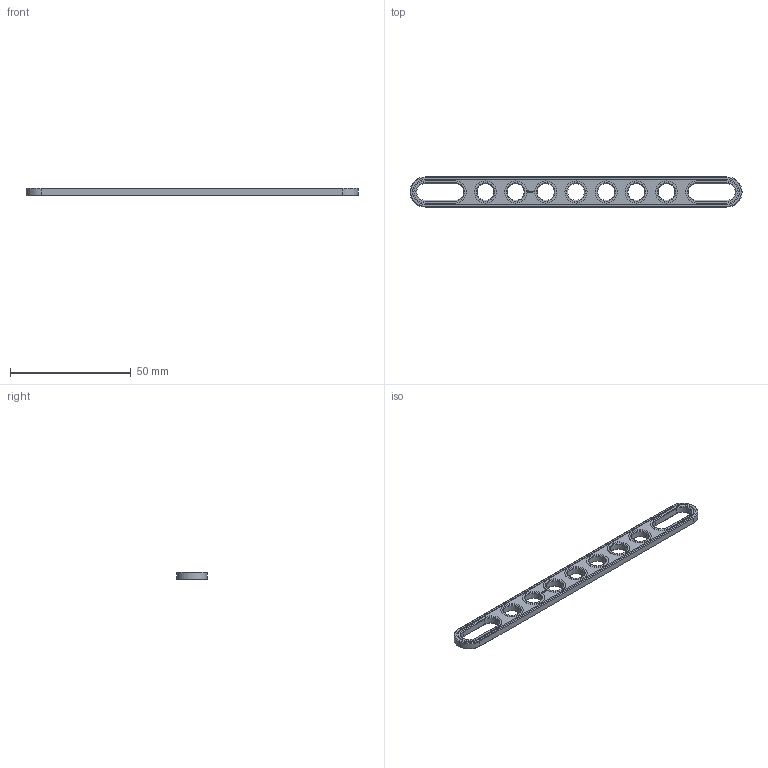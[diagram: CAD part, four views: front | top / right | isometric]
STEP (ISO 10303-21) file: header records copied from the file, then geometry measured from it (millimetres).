
FILE_DESCRIPTION(('FreeCAD Model'),'2;1');
FILE_NAME('Open CASCADE Shape Model','2023-01-08T23:18:50',(''),(''), 'Open CASCADE STEP processor 7.6','FreeCAD','Unknown');
FILE_SCHEMA(('AUTOMOTIVE_DESIGN { 1 0 10303 214 1 1 1 1 }'));
Length unit declared in the file: millimetre
Products named in the file (1): Brace STR SLT BE ERR BU11x01x00.25x02 - SPN-BRC-0309 (stemfie.org)
Bounding box: 137.5 x 12.5 x 3.12 mm (x, y, z)
Volume: 3479.7 mm3; surface area: 3939 mm2
Topology: 1 solids, 1 shells, 627 faces, 1712 edges, 1131 vertices
Faces by surface type: plane 341, extrusion 234, cone 26, cylinder 26
Full cylindrical faces by diameter (mm): 7 x7, 9.2 x7
Entity records: 43747 total; most frequent: CARTESIAN_POINT 11268, DIRECTION 5058, VECTOR 4054, LINE 3820, ORIENTED_EDGE 3424, PCURVE 3424, DEFINITIONAL_REPRESENTATION 3424, EDGE_CURVE 1712
